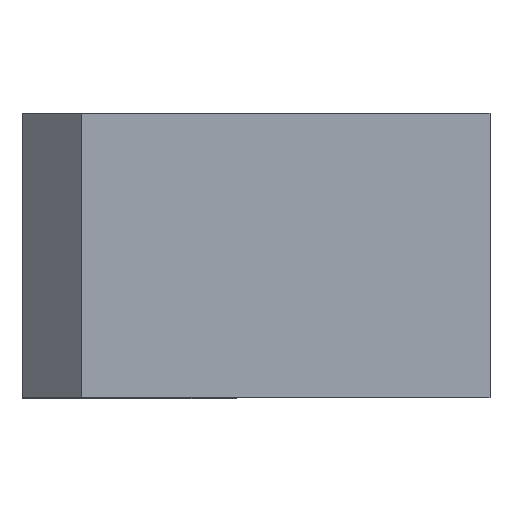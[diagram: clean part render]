
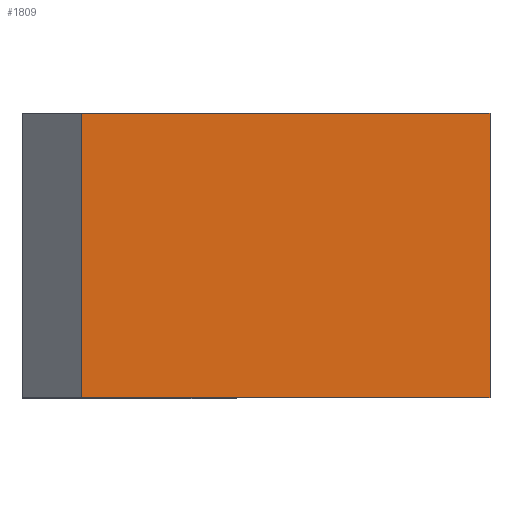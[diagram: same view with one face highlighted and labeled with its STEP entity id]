
A CAD part, top view. The second image highlights one B-rep face of the part: STEP entity #1809.
In plain terms, the highlighted face is planar.
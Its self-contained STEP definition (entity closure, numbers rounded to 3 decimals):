
#150 = PLANE('',#151);
#151 = AXIS2_PLACEMENT_3D('',#152,#153,#154);
#152 = CARTESIAN_POINT('',(-45.5,-23.,0.));
#153 = DIRECTION('',(0.,0.,1.));
#154 = DIRECTION('',(0.,-1.,0.));
#374 = PLANE('',#375);
#375 = AXIS2_PLACEMENT_3D('',#376,#377,#378);
#376 = CARTESIAN_POINT('',(-45.5,-23.,24.));
#377 = DIRECTION('',(0.,0.,1.));
#378 = DIRECTION('',(0.,-1.,0.));
#782 = VERTEX_POINT('',#783);
#783 = CARTESIAN_POINT('',(-6.,0.,0.));
#797 = PLANE('',#798);
#798 = AXIS2_PLACEMENT_3D('',#799,#800,#801);
#799 = CARTESIAN_POINT('',(-6.,0.,0.));
#800 = DIRECTION('',(1.,0.,0.));
#801 = DIRECTION('',(0.,-1.,0.));
#809 = EDGE_CURVE('',#810,#782,#812,.T.);
#810 = VERTEX_POINT('',#811);
#811 = CARTESIAN_POINT('',(-40.5,0.,0.));
#812 = SURFACE_CURVE('',#813,(#817,#824),.PCURVE_S1.);
#813 = LINE('',#814,#815);
#814 = CARTESIAN_POINT('',(-40.5,0.,0.));
#815 = VECTOR('',#816,1.);
#816 = DIRECTION('',(1.,0.,0.));
#817 = PCURVE('',#150,#818);
#818 = DEFINITIONAL_REPRESENTATION('',(#819),#823);
#819 = LINE('',#820,#821);
#820 = CARTESIAN_POINT('',(-23.,5.));
#821 = VECTOR('',#822,1.);
#822 = DIRECTION('',(0.,1.));
#823 = ( GEOMETRIC_REPRESENTATION_CONTEXT(2) 
PARAMETRIC_REPRESENTATION_CONTEXT() REPRESENTATION_CONTEXT('2D SPACE',''
  ) );
#824 = PCURVE('',#825,#830);
#825 = PLANE('',#826);
#826 = AXIS2_PLACEMENT_3D('',#827,#828,#829);
#827 = CARTESIAN_POINT('',(-40.5,0.,0.));
#828 = DIRECTION('',(0.,1.,0.));
#829 = DIRECTION('',(1.,0.,0.));
#830 = DEFINITIONAL_REPRESENTATION('',(#831),#835);
#831 = LINE('',#832,#833);
#832 = CARTESIAN_POINT('',(0.,0.));
#833 = VECTOR('',#834,1.);
#834 = DIRECTION('',(1.,0.));
#835 = ( GEOMETRIC_REPRESENTATION_CONTEXT(2) 
PARAMETRIC_REPRESENTATION_CONTEXT() REPRESENTATION_CONTEXT('2D SPACE',''
  ) );
#851 = PLANE('',#852);
#852 = AXIS2_PLACEMENT_3D('',#853,#854,#855);
#853 = CARTESIAN_POINT('',(-45.5,-5.,0.));
#854 = DIRECTION('',(-0.707,0.707,0.)
  );
#855 = DIRECTION('',(0.707,0.707,0.)
  );
#1203 = VERTEX_POINT('',#1204);
#1204 = CARTESIAN_POINT('',(-6.,0.,24.));
#1225 = EDGE_CURVE('',#1226,#1203,#1228,.T.);
#1226 = VERTEX_POINT('',#1227);
#1227 = CARTESIAN_POINT('',(-40.5,0.,24.));
#1228 = SURFACE_CURVE('',#1229,(#1233,#1240),.PCURVE_S1.);
#1229 = LINE('',#1230,#1231);
#1230 = CARTESIAN_POINT('',(-40.5,0.,24.));
#1231 = VECTOR('',#1232,1.);
#1232 = DIRECTION('',(1.,0.,0.));
#1233 = PCURVE('',#374,#1234);
#1234 = DEFINITIONAL_REPRESENTATION('',(#1235),#1239);
#1235 = LINE('',#1236,#1237);
#1236 = CARTESIAN_POINT('',(-23.,5.));
#1237 = VECTOR('',#1238,1.);
#1238 = DIRECTION('',(0.,1.));
#1239 = ( GEOMETRIC_REPRESENTATION_CONTEXT(2) 
PARAMETRIC_REPRESENTATION_CONTEXT() REPRESENTATION_CONTEXT('2D SPACE',''
  ) );
#1240 = PCURVE('',#825,#1241);
#1241 = DEFINITIONAL_REPRESENTATION('',(#1242),#1246);
#1242 = LINE('',#1243,#1244);
#1243 = CARTESIAN_POINT('',(0.,-24.));
#1244 = VECTOR('',#1245,1.);
#1245 = DIRECTION('',(1.,0.));
#1246 = ( GEOMETRIC_REPRESENTATION_CONTEXT(2) 
PARAMETRIC_REPRESENTATION_CONTEXT() REPRESENTATION_CONTEXT('2D SPACE',''
  ) );
#1788 = EDGE_CURVE('',#810,#1226,#1789,.T.);
#1789 = SURFACE_CURVE('',#1790,(#1794,#1801),.PCURVE_S1.);
#1790 = LINE('',#1791,#1792);
#1791 = CARTESIAN_POINT('',(-40.5,0.,0.));
#1792 = VECTOR('',#1793,1.);
#1793 = DIRECTION('',(0.,0.,1.));
#1794 = PCURVE('',#851,#1795);
#1795 = DEFINITIONAL_REPRESENTATION('',(#1796),#1800);
#1796 = LINE('',#1797,#1798);
#1797 = CARTESIAN_POINT('',(7.071,0.));
#1798 = VECTOR('',#1799,1.);
#1799 = DIRECTION('',(0.,-1.));
#1800 = ( GEOMETRIC_REPRESENTATION_CONTEXT(2) 
PARAMETRIC_REPRESENTATION_CONTEXT() REPRESENTATION_CONTEXT('2D SPACE',''
  ) );
#1801 = PCURVE('',#825,#1802);
#1802 = DEFINITIONAL_REPRESENTATION('',(#1803),#1807);
#1803 = LINE('',#1804,#1805);
#1804 = CARTESIAN_POINT('',(0.,0.));
#1805 = VECTOR('',#1806,1.);
#1806 = DIRECTION('',(0.,-1.));
#1807 = ( GEOMETRIC_REPRESENTATION_CONTEXT(2) 
PARAMETRIC_REPRESENTATION_CONTEXT() REPRESENTATION_CONTEXT('2D SPACE',''
  ) );
#1809 = ADVANCED_FACE('',(#1810),#825,.T.);
#1810 = FACE_BOUND('',#1811,.T.);
#1811 = EDGE_LOOP('',(#1812,#1813,#1814,#1835));
#1812 = ORIENTED_EDGE('',*,*,#1788,.T.);
#1813 = ORIENTED_EDGE('',*,*,#1225,.T.);
#1814 = ORIENTED_EDGE('',*,*,#1815,.F.);
#1815 = EDGE_CURVE('',#782,#1203,#1816,.T.);
#1816 = SURFACE_CURVE('',#1817,(#1821,#1828),.PCURVE_S1.);
#1817 = LINE('',#1818,#1819);
#1818 = CARTESIAN_POINT('',(-6.,0.,0.));
#1819 = VECTOR('',#1820,1.);
#1820 = DIRECTION('',(0.,0.,1.));
#1821 = PCURVE('',#825,#1822);
#1822 = DEFINITIONAL_REPRESENTATION('',(#1823),#1827);
#1823 = LINE('',#1824,#1825);
#1824 = CARTESIAN_POINT('',(34.5,0.));
#1825 = VECTOR('',#1826,1.);
#1826 = DIRECTION('',(0.,-1.));
#1827 = ( GEOMETRIC_REPRESENTATION_CONTEXT(2) 
PARAMETRIC_REPRESENTATION_CONTEXT() REPRESENTATION_CONTEXT('2D SPACE',''
  ) );
#1828 = PCURVE('',#797,#1829);
#1829 = DEFINITIONAL_REPRESENTATION('',(#1830),#1834);
#1830 = LINE('',#1831,#1832);
#1831 = CARTESIAN_POINT('',(0.,0.));
#1832 = VECTOR('',#1833,1.);
#1833 = DIRECTION('',(0.,-1.));
#1834 = ( GEOMETRIC_REPRESENTATION_CONTEXT(2) 
PARAMETRIC_REPRESENTATION_CONTEXT() REPRESENTATION_CONTEXT('2D SPACE',''
  ) );
#1835 = ORIENTED_EDGE('',*,*,#809,.F.);
